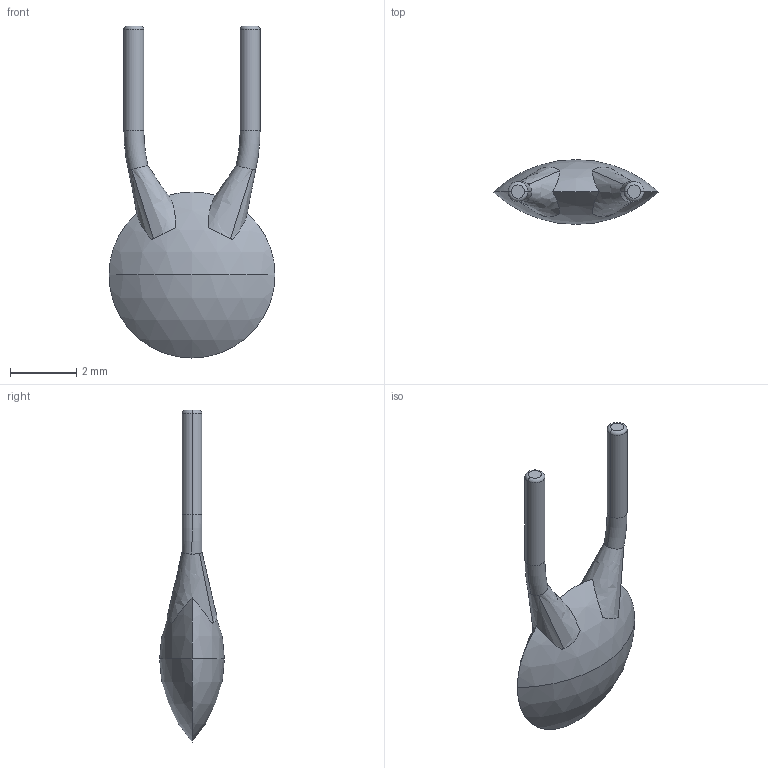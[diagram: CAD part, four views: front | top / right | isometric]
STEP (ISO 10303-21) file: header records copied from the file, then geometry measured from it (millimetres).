
FILE_DESCRIPTION (( 'STEP AP214' ), '1' );
FILE_NAME ('Capacitor.STEP', '2020-06-15T08:16:02', ( '' ), ( '' ), 'SwSTEP 2.0', 'SolidWorks 2016', '' );
FILE_SCHEMA (( 'AUTOMOTIVE_DESIGN' ));
Length unit declared in the file: millimetre
Products named in the file (1): Capacitor
Bounding box: 5 x 1.95 x 10 mm (x, y, z)
Volume: 24.7 mm3; surface area: 68.4 mm2
Topology: 1 solids, 1 shells, 26 faces, 84 edges, 60 vertices
Faces by surface type: torus 8, plane 6, cylinder 4, bspline 4, sphere 4
Entity records: 1208 total; most frequent: CARTESIAN_POINT 364, ORIENTED_EDGE 168, DIRECTION 144, EDGE_CURVE 84, AXIS2_PLACEMENT_3D 70, VERTEX_POINT 60, CIRCLE 47, B_SPLINE_CURVE_WITH_KNOTS 33
